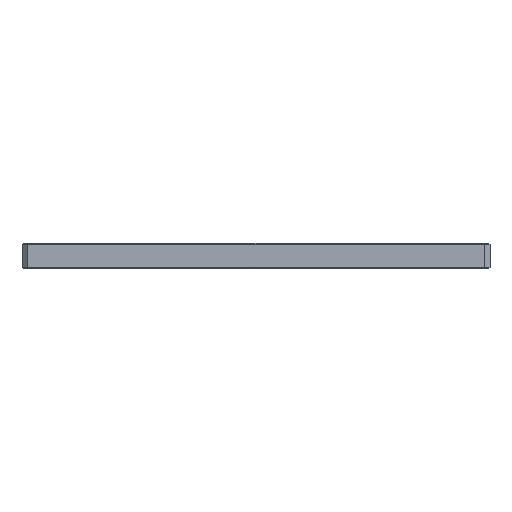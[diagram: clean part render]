
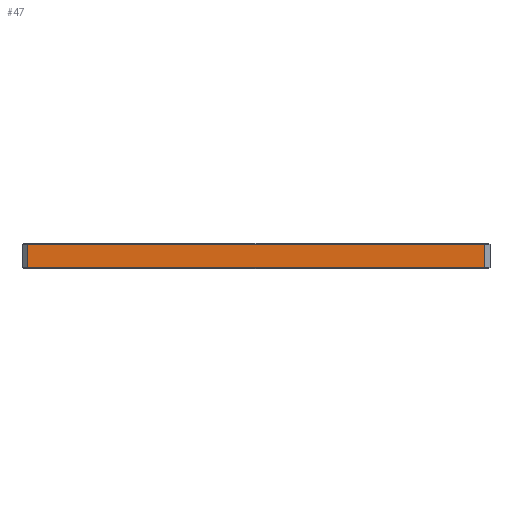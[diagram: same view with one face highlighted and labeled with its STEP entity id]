
A CAD part, left-side view. The second image highlights one B-rep face of the part: STEP entity #47.
In plain terms, the highlighted planar face has unit normal (-1, 0, 0).
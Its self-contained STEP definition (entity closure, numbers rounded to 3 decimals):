
#4 = LINE ( 'NONE', #5385, #7397 ) ;
#42 = CARTESIAN_POINT ( 'NONE',  ( -457.2, -223.6, 24. ) ) ;
#47 = ADVANCED_FACE ( 'NONE', ( #5482 ), #8250, .F. ) ;
#585 = EDGE_CURVE ( 'NONE', #6225, #1043, #5430, .T. ) ;
#993 = EDGE_LOOP ( 'NONE', ( #8864, #1820, #5238, #2190 ) ) ;
#1043 = VERTEX_POINT ( 'NONE', #7990 ) ;
#1192 = EDGE_CURVE ( 'NONE', #7393, #6225, #7435, .T. ) ;
#1251 = EDGE_CURVE ( 'NONE', #1043, #7810, #4, .T. ) ;
#1484 = AXIS2_PLACEMENT_3D ( 'NONE', #3270, #3411, #5521 ) ;
#1526 = VECTOR ( 'NONE', #5477, 1000. ) ;
#1767 = VECTOR ( 'NONE', #2187, 1000. ) ;
#1820 = ORIENTED_EDGE ( 'NONE', *, *, #7818, .T. ) ;
#1996 = CARTESIAN_POINT ( 'NONE',  ( -457.2, 223.6, 24. ) ) ;
#2187 = DIRECTION ( 'NONE',  ( 0., -1., 0. ) ) ;
#2190 = ORIENTED_EDGE ( 'NONE', *, *, #585, .T. ) ;
#3241 = CARTESIAN_POINT ( 'NONE',  ( -457.2, 223.6, 1. ) ) ;
#3270 = CARTESIAN_POINT ( 'NONE',  ( -457.2, -228.6, 25. ) ) ;
#3411 = DIRECTION ( 'NONE',  ( 1., 0., 0. ) ) ;
#4079 = CARTESIAN_POINT ( 'NONE',  ( -457.2, -228.6, 1. ) ) ;
#4656 = VECTOR ( 'NONE', #6940, 1000. ) ;
#5238 = ORIENTED_EDGE ( 'NONE', *, *, #1192, .T. ) ;
#5385 = CARTESIAN_POINT ( 'NONE',  ( -457.2, 223.6, 25. ) ) ;
#5430 = LINE ( 'NONE', #1996, #4656 ) ;
#5477 = DIRECTION ( 'NONE',  ( 0., 0., 1. ) ) ;
#5482 = FACE_OUTER_BOUND ( 'NONE', #993, .T. ) ;
#5521 = DIRECTION ( 'NONE',  ( 0., 0., -1. ) ) ;
#5869 = CARTESIAN_POINT ( 'NONE',  ( -457.2, -223.6, 1. ) ) ;
#6225 = VERTEX_POINT ( 'NONE', #42 ) ;
#6940 = DIRECTION ( 'NONE',  ( 0., 1., 0. ) ) ;
#7393 = VERTEX_POINT ( 'NONE', #5869 ) ;
#7397 = VECTOR ( 'NONE', #8292, 1000. ) ;
#7435 = LINE ( 'NONE', #8205, #1526 ) ;
#7487 = LINE ( 'NONE', #4079, #1767 ) ;
#7810 = VERTEX_POINT ( 'NONE', #3241 ) ;
#7818 = EDGE_CURVE ( 'NONE', #7810, #7393, #7487, .T. ) ;
#7990 = CARTESIAN_POINT ( 'NONE',  ( -457.2, 223.6, 24. ) ) ;
#8205 = CARTESIAN_POINT ( 'NONE',  ( -457.2, -223.6, 25. ) ) ;
#8250 = PLANE ( 'NONE',  #1484 ) ;
#8292 = DIRECTION ( 'NONE',  ( 0., 0., -1. ) ) ;
#8864 = ORIENTED_EDGE ( 'NONE', *, *, #1251, .T. ) ;
